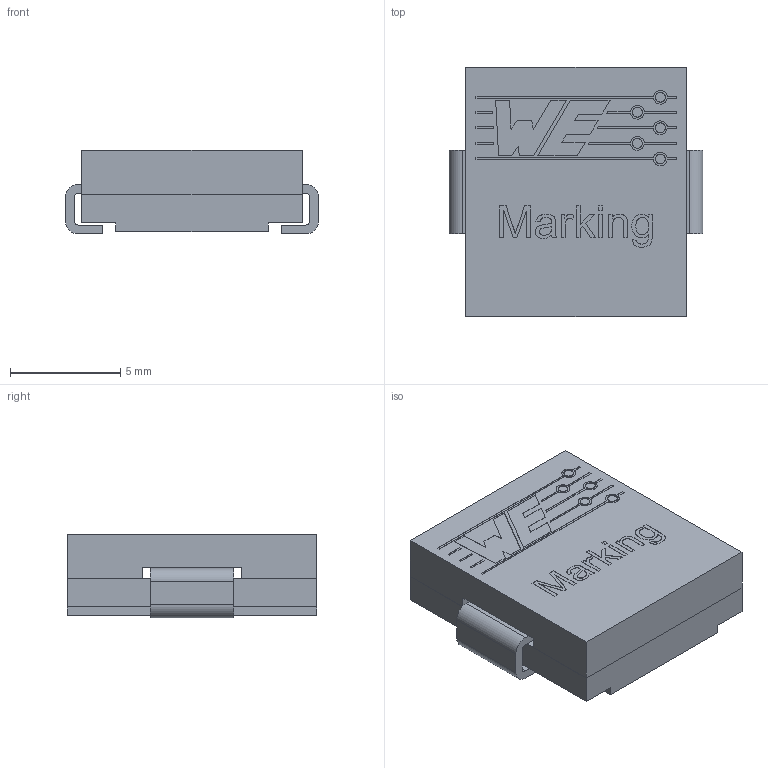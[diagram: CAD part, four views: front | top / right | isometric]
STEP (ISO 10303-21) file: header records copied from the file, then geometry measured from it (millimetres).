
FILE_DESCRIPTION( ( 'Unknown' ), '1' );
FILE_NAME( '7443040xx.stp', 'Unknown', ( 'Unknown' ), ( 'Unknown' ), 'XStep 1.0', 'Unknown', ' ' );
FILE_SCHEMA( ( 'automotive_design' ) );
Length unit declared in the file: millimetre
Products named in the file (4): Assem1; core_base; core; Pin
Bounding box: 11.5 x 11.3 x 3.8 mm (x, y, z)
Surface area: 1521.6 mm2
Topology: 6 solids, 6 shells, 422 faces, 1080 edges, 720 vertices
Faces by surface type: plane 344, extrusion 62, cylinder 16
Entity records: 7402 total; most frequent: CARTESIAN_POINT 2550, ORIENTED_EDGE 1068, DIRECTION 735, EDGE_CURVE 534, VERTEX_POINT 360, VECTOR 335, LINE 304, B_SPLINE_CURVE_WITH_KNOTS 245
